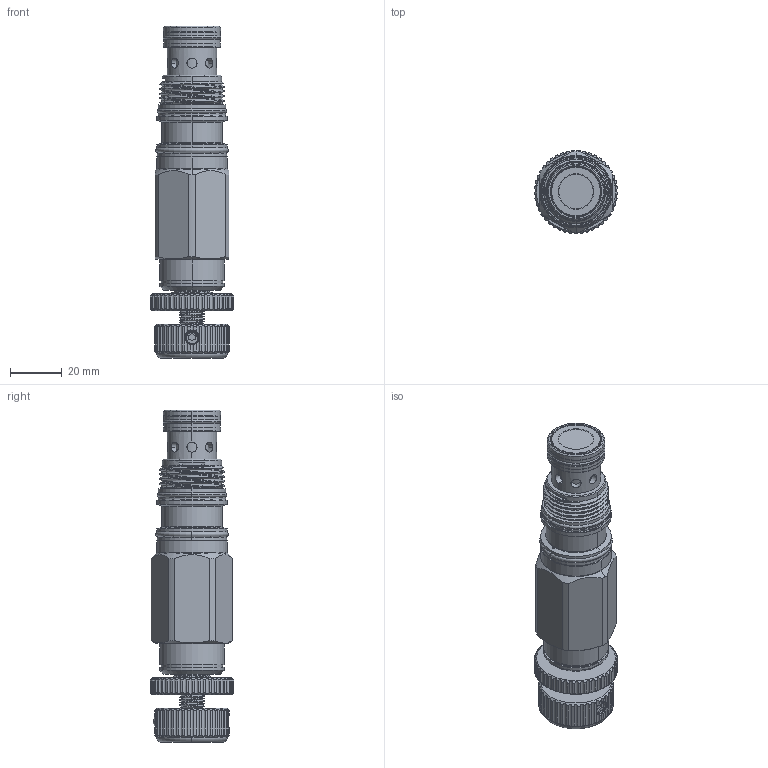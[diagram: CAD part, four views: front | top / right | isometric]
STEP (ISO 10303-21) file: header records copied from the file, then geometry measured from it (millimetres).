
FILE_DESCRIPTION (( 'STEP AP203' ), '1' );
FILE_NAME ('PD2A3J-K.STEP', '2021-07-09T08:38:13', ( '' ), ( '' ), 'SwSTEP 2.0', 'SolidWorks 2018', '' );
FILE_SCHEMA (( 'CONFIG_CONTROL_DESIGN' ));
Length unit declared in the file: millimetre
Products named in the file (1): PD2A3J-K
Bounding box: 32.2 x 32.18 x 128.52 mm (x, y, z)
Volume: 67379.7 mm3; surface area: 17968.9 mm2
Topology: 3 solids, 3 shells, 585 faces, 1532 edges, 994 vertices
Faces by surface type: cylinder 368, plane 121, cone 47, torus 34, bspline 13, sphere 2
Entity records: 28456 total; most frequent: CARTESIAN_POINT 14539, ORIENTED_EDGE 3064, DIRECTION 2701, EDGE_CURVE 1532, AXIS2_PLACEMENT_3D 1039, VERTEX_POINT 994, EDGE_LOOP 630, LINE 623
